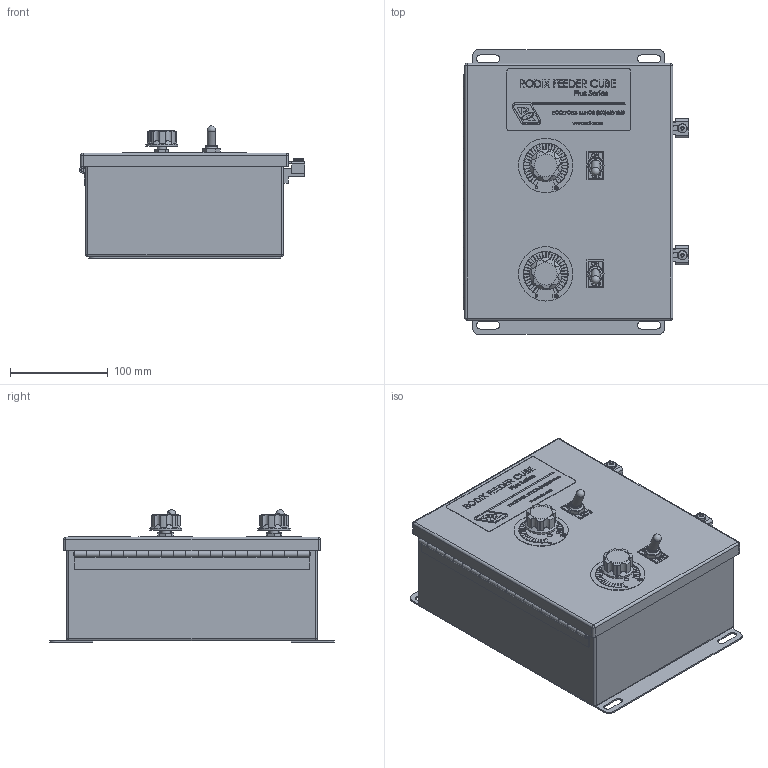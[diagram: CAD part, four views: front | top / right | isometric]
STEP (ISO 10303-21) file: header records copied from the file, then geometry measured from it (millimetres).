
FILE_DESCRIPTION (( 'STEP AP214' ), '1' );
FILE_NAME ('pn 121-000-8778_model FC-91-2-DC Plus_120V.STEP', '2026-03-26T16:16:21', ( '' ), ( '' ), 'SwSTEP 2.0', 'SolidWorks 2022', '' );
FILE_SCHEMA (( 'AUTOMOTIVE_DESIGN' ));
Length unit declared in the file: inch
Products named in the file (9): 102-000-0104-3D_DEFAULT; 102-000-0196-3D_DEFAULT; 122-000-0001_DEFAULT; pn 121-000-8778_model FC-91-2-DC Plus_120V; 104-000-0025-3D_DEFAULT; 102-000-0099-3D_DEFAULT; CLAMP SCREW-92224A199_Black Oxide Steel Pan Head Phillips Screw_92224A199; 113-000-0008-3D_DEFAULT; CLAMP_DEFAULT
Assembly tree (14 placements, depth 2):
  pn 121-000-8778_model FC-91-2-DC Plus_120V
    113-000-0008-3D_DEFAULT
    CLAMP_DEFAULT  x2
    CLAMP SCREW-92224A199_Black Oxide Steel Pan Head Phillips Screw_92224A199  x2
    102-000-0196-3D_DEFAULT
    102-000-0104-3D_DEFAULT  x2
    104-000-0025-3D_DEFAULT  x2
    102-000-0099-3D_DEFAULT  x2
    122-000-0001_DEFAULT  x2
Bounding box: 231.03 x 292.1 x 135.7 mm (x, y, z)
Volume: 405831.5 mm3; surface area: 499411.6 mm2
Topology: 16 solids, 16 shells, 1904 faces, 5092 edges, 3362 vertices
Faces by surface type: plane 1137, bspline 479, cylinder 244, sphere 20, cone 18, torus 6
Full cylindrical faces by diameter (mm): 1.525 x1, 3.175 x20, 4.775 x2, 6.35 x2, 8.636 x2, 9.144 x2, 9.474 x2, 9.652 x2, 11.43 x2, 23.038 x2, 55.778 x2
Entity records: 76298 total; most frequent: CARTESIAN_POINT 39370, ORIENTED_EDGE 8018, DIRECTION 5679, EDGE_CURVE 4009, LINE 2747, VECTOR 2747, VERTEX_POINT 2672, EDGE_LOOP 1755
